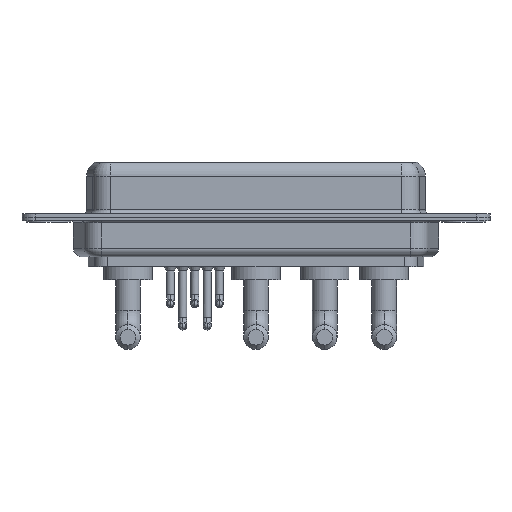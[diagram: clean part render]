
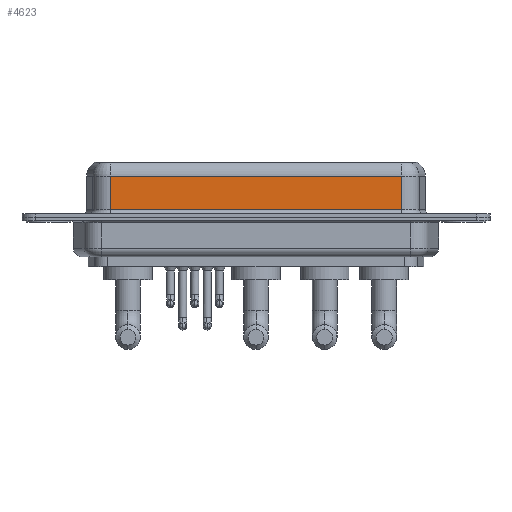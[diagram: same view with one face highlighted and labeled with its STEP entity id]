
A CAD part, front view. The second image highlights one B-rep face of the part: STEP entity #4623.
In plain terms, the highlighted planar face has unit normal (0, -1, 0).
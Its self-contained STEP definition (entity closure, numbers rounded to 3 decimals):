
#431 = PLANE ( 'NONE',  #639 ) ;
#495 = VERTEX_POINT ( 'NONE', #8762 ) ;
#542 = ORIENTED_EDGE ( 'NONE', *, *, #3536, .T. ) ;
#554 = VECTOR ( 'NONE', #9165, 1000. ) ;
#639 = AXIS2_PLACEMENT_3D ( 'NONE', #14824, #1606, #12406 ) ;
#683 = VERTEX_POINT ( 'NONE', #10571 ) ;
#1606 = DIRECTION ( 'NONE',  ( 0., 1., 0. ) ) ;
#1850 = CARTESIAN_POINT ( 'NONE',  ( 40.037, -3.95, 6.4 ) ) ;
#2108 = LINE ( 'NONE', #9238, #554 ) ;
#2970 = ORIENTED_EDGE ( 'NONE', *, *, #12495, .F. ) ;
#3023 = EDGE_CURVE ( 'NONE', #495, #13133, #4043, .T. ) ;
#3296 = EDGE_LOOP ( 'NONE', ( #2970, #542, #4648, #7658 ) ) ;
#3536 = EDGE_CURVE ( 'NONE', #683, #11874, #5595, .T. ) ;
#4043 = LINE ( 'NONE', #7729, #5091 ) ;
#4338 = DIRECTION ( 'NONE',  ( -1., 0., 0. ) ) ;
#4623 = ADVANCED_FACE ( 'NONE', ( #4697 ), #431, .F. ) ;
#4648 = ORIENTED_EDGE ( 'NONE', *, *, #7374, .T. ) ;
#4697 = FACE_OUTER_BOUND ( 'NONE', #3296, .T. ) ;
#5091 = VECTOR ( 'NONE', #14762, 1000. ) ;
#5595 = LINE ( 'NONE', #10454, #6573 ) ;
#5820 = CARTESIAN_POINT ( 'NONE',  ( 40.037, -3.95, 0.9 ) ) ;
#6573 = VECTOR ( 'NONE', #4338, 1000. ) ;
#7374 = EDGE_CURVE ( 'NONE', #11874, #495, #2108, .T. ) ;
#7658 = ORIENTED_EDGE ( 'NONE', *, *, #3023, .T. ) ;
#7729 = CARTESIAN_POINT ( 'NONE',  ( 40.037, -3.95, 0.9 ) ) ;
#7954 = LINE ( 'NONE', #1850, #14328 ) ;
#8762 = CARTESIAN_POINT ( 'NONE',  ( 7.013, -3.95, 0.9 ) ) ;
#9165 = DIRECTION ( 'NONE',  ( 0., 0., -1. ) ) ;
#9238 = CARTESIAN_POINT ( 'NONE',  ( 7.013, -3.95, 6.4 ) ) ;
#9634 = CARTESIAN_POINT ( 'NONE',  ( 7.013, -3.95, 4.65 ) ) ;
#10454 = CARTESIAN_POINT ( 'NONE',  ( 40.037, -3.95, 4.65 ) ) ;
#10571 = CARTESIAN_POINT ( 'NONE',  ( 40.037, -3.95, 4.65 ) ) ;
#11874 = VERTEX_POINT ( 'NONE', #9634 ) ;
#12406 = DIRECTION ( 'NONE',  ( 0., 0., 1. ) ) ;
#12495 = EDGE_CURVE ( 'NONE', #683, #13133, #7954, .T. ) ;
#12570 = DIRECTION ( 'NONE',  ( 0., 0., -1. ) ) ;
#13133 = VERTEX_POINT ( 'NONE', #5820 ) ;
#14328 = VECTOR ( 'NONE', #12570, 1000. ) ;
#14762 = DIRECTION ( 'NONE',  ( 1., 0., 0. ) ) ;
#14824 = CARTESIAN_POINT ( 'NONE',  ( 40.037, -3.95, 6.4 ) ) ;
